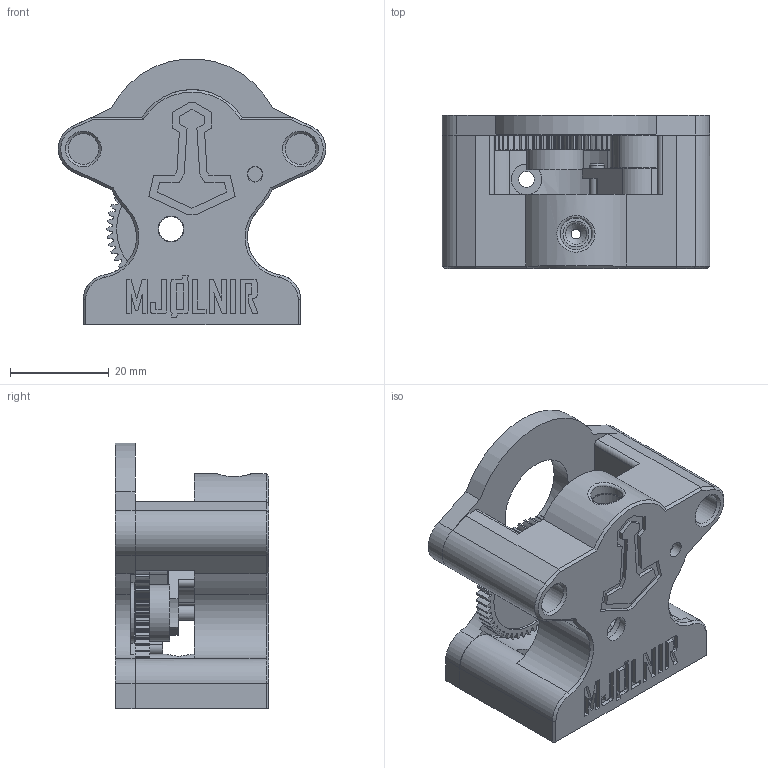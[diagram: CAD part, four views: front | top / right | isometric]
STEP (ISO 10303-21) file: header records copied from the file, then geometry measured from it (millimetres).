
FILE_DESCRIPTION(/* description */ (''),/* implementation_level */ '2;1');
FILE_NAME(/* name */ 'MJØLNIR LWX 31.step',/* time_stamp */ '2021-03-23T09:50:16+01:00',/* author */ (''),/* organization */ (''),/* preprocessor_version */ 'ST-DEVELOPER v18.1',/* originating_system */ 'Autodesk Translation Framework v9.10.0.1330',/* authorisation */ '');
FILE_SCHEMA (('AUTOMOTIVE_DESIGN { 1 0 10303 214 3 1 1 }'));
Length unit declared in the file: millimetre
Products named in the file (6): MJØLNIR LWX 31; Latch; latch pin; mjølnir_base_sn_bn; mjølnir_front_sn_bn; Spur Gear (50 teeth)
Assembly tree (5 placements, depth 3):
  MJØLNIR LWX 31
    Latch
      latch pin
    mjølnir_base_sn_bn
    mjølnir_front_sn_bn
    Spur Gear (50 teeth)
Bounding box: 54.08 x 31 x 53.8 mm (x, y, z)
Volume: 34800.7 mm3; surface area: 20171.1 mm2
Topology: 5 solids, 5 shells, 685 faces, 1883 edges, 1244 vertices
Faces by surface type: plane 230, cylinder 214, bspline 214, cone 15, torus 12
Full cylindrical faces by diameter (mm): 1 x2, 2 x2, 2.75 x2, 3 x2, 3.2 x14, 4.25 x2, 5 x1, 5.2 x2, 6.2 x5, 6.4 x1, 6.7 x2, 8 x1, 8.2 x2, 9.2 x1, 11.5 x1, 12.2 x1, 18 x1, 22 x2
Entity records: 50985 total; most frequent: CARTESIAN_POINT 34971, ORIENTED_EDGE 3766, DIRECTION 2676, EDGE_CURVE 1883, VERTEX_POINT 1244, AXIS2_PLACEMENT_3D 961, LINE 754, VECTOR 754
